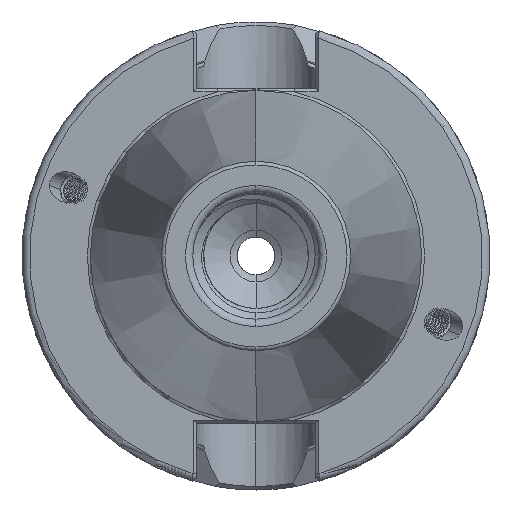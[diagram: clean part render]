
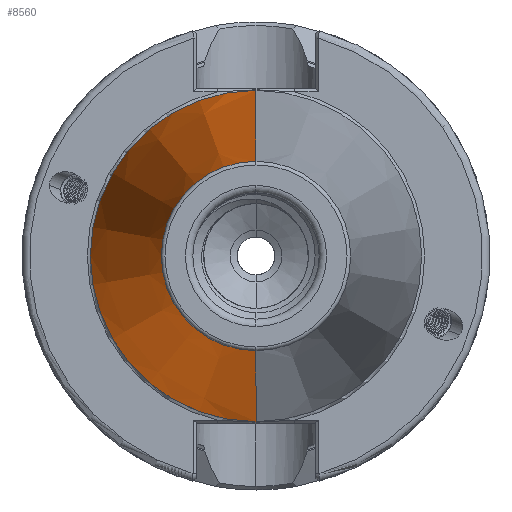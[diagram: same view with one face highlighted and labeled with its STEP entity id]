
A CAD part, left-side view. The second image highlights one B-rep face of the part: STEP entity #8560.
In plain terms, the highlighted conical face has half-angle 8.297 degrees and reference radius 22.298 mm.
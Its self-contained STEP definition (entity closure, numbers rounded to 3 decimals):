
#997 = AXIS2_PLACEMENT_3D ( 'NONE', #4282, #4286, #4287 ) ;
#998 = VECTOR ( 'NONE', #4285, 1000. ) ;
#999 = VECTOR ( 'NONE', #4291, 1000. ) ;
#1000 = AXIS2_PLACEMENT_3D ( 'NONE', #4288, #4295, #4296 ) ;
#1103 = CARTESIAN_POINT ( 'NONE',  ( -1.5, 0., 0. ) ) ;
#1104 = DIRECTION ( 'NONE',  ( 1., 0., 0. ) ) ;
#1105 = DIRECTION ( 'NONE',  ( 0., 0., -1. ) ) ;
#4282 = CARTESIAN_POINT ( 'NONE',  ( -66.972, 0., 0. ) ) ;
#4283 = LINE ( 'NONE', #4284, #998 ) ;
#4284 = CARTESIAN_POINT ( 'NONE',  ( -1.5, 0., -22.298 ) ) ;
#4285 = DIRECTION ( 'NONE',  ( 0.99, 0., -0.144 ) ) ;
#4286 = DIRECTION ( 'NONE',  ( 1., 0., 0. ) ) ;
#4287 = DIRECTION ( 'NONE',  ( 0., 0., -1. ) ) ;
#4288 = CARTESIAN_POINT ( 'NONE',  ( -1.5, 0., 0. ) ) ;
#4289 = LINE ( 'NONE', #4290, #999 ) ;
#4290 = CARTESIAN_POINT ( 'NONE',  ( -1.5, 0., 22.298 ) ) ;
#4291 = DIRECTION ( 'NONE',  ( 0.99, 0., 0.144 ) ) ;
#4295 = DIRECTION ( 'NONE',  ( 1., 0., 0. ) ) ;
#4296 = DIRECTION ( 'NONE',  ( 0., 0., -1. ) ) ;
#6778 = VERTEX_POINT ( 'NONE', #15071 ) ;
#6779 = VERTEX_POINT ( 'NONE', #15072 ) ;
#6780 = VERTEX_POINT ( 'NONE', #15073 ) ;
#6781 = VERTEX_POINT ( 'NONE', #15074 ) ;
#6940 = EDGE_LOOP ( 'NONE', ( #9119, #9121, #9120, #9122 ) ) ;
#8345 = CONICAL_SURFACE ( 'NONE', #13695, 22.298, 0.145 ) ;
#8444 = CIRCLE ( 'NONE', #997, 12.75 ) ;
#8445 = CIRCLE ( 'NONE', #1000, 22.298 ) ;
#8560 = ADVANCED_FACE ( 'NONE', ( #13693 ), #8345, .T. ) ;
#9119 = ORIENTED_EDGE ( 'NONE', *, *, #11201, .T. ) ;
#9120 = ORIENTED_EDGE ( 'NONE', *, *, #11204, .F. ) ;
#9121 = ORIENTED_EDGE ( 'NONE', *, *, #11202, .T. ) ;
#9122 = ORIENTED_EDGE ( 'NONE', *, *, #11200, .F. ) ;
#11200 = EDGE_CURVE ( 'NONE', #6780, #6778, #4283, .T. ) ;
#11201 = EDGE_CURVE ( 'NONE', #6780, #6781, #8444, .T. ) ;
#11202 = EDGE_CURVE ( 'NONE', #6781, #6779, #4289, .T. ) ;
#11204 = EDGE_CURVE ( 'NONE', #6778, #6779, #8445, .T. ) ;
#13693 = FACE_OUTER_BOUND ( 'NONE', #6940, .T. ) ;
#13695 = AXIS2_PLACEMENT_3D ( 'NONE', #1103, #1104, #1105 ) ;
#15071 = CARTESIAN_POINT ( 'NONE',  ( -1.5, 0., -22.298 ) ) ;
#15072 = CARTESIAN_POINT ( 'NONE',  ( -1.5, 0., 22.298 ) ) ;
#15073 = CARTESIAN_POINT ( 'NONE',  ( -66.972, 0., -12.75 ) ) ;
#15074 = CARTESIAN_POINT ( 'NONE',  ( -66.972, 0., 12.75 ) ) ;
